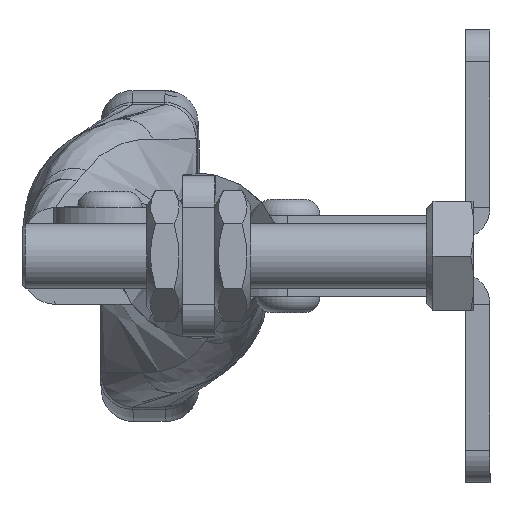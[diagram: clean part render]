
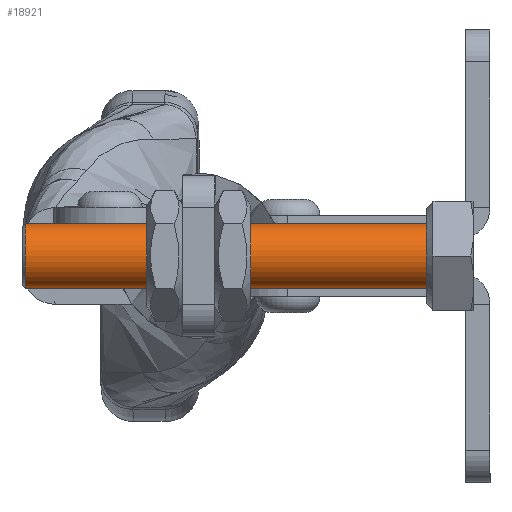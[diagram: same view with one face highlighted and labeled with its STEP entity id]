
A CAD part, left-side view. The second image highlights one B-rep face of the part: STEP entity #18921.
In plain terms, the highlighted cylindrical face has radius 2 mm (diameter 4 mm), a partial arc.
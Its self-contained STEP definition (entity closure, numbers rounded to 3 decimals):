
#15638 = FACE_OUTER_BOUND ( 'NONE', #19923, .T. ) ;
#15651 = CYLINDRICAL_SURFACE ( 'NONE', #27126, 2. ) ;
#15799 = LINE ( 'NONE', #24541, #15803 ) ;
#15801 = LINE ( 'NONE', #24540, #15805 ) ;
#15803 = VECTOR ( 'NONE', #24539, 1000. ) ;
#15805 = VECTOR ( 'NONE', #24546, 1000. ) ;
#15807 = CIRCLE ( 'NONE', #27163, 2. ) ;
#15820 = CIRCLE ( 'NONE', #27166, 2. ) ;
#18295 = DIRECTION ( 'NONE',  ( 0., 0., 1. ) ) ;
#18297 = DIRECTION ( 'NONE',  ( -1., 0., 0. ) ) ;
#18299 = CARTESIAN_POINT ( 'NONE',  ( 27.925, 0., 0. ) ) ;
#18921 = ADVANCED_FACE ( 'NONE', ( #15638 ), #15651, .T. ) ;
#19232 = ORIENTED_EDGE ( 'NONE', *, *, #25596, .F. ) ;
#19234 = ORIENTED_EDGE ( 'NONE', *, *, #25595, .T. ) ;
#19235 = ORIENTED_EDGE ( 'NONE', *, *, #25610, .T. ) ;
#19237 = ORIENTED_EDGE ( 'NONE', *, *, #25599, .T. ) ;
#19923 = EDGE_LOOP ( 'NONE', ( #19237, #19234, #19235, #19232 ) ) ;
#24190 = CARTESIAN_POINT ( 'NONE',  ( 27.725, 0., -2. ) ) ;
#24208 = CARTESIAN_POINT ( 'NONE',  ( 2.925, 0., 2. ) ) ;
#24318 = CARTESIAN_POINT ( 'NONE',  ( 27.725, 0., 2. ) ) ;
#24365 = CARTESIAN_POINT ( 'NONE',  ( 2.925, 0., -2. ) ) ;
#24539 = DIRECTION ( 'NONE',  ( -1., 0., 0. ) ) ;
#24540 = CARTESIAN_POINT ( 'NONE',  ( 27.925, 0., 2. ) ) ;
#24541 = CARTESIAN_POINT ( 'NONE',  ( 27.925, 0., -2. ) ) ;
#24546 = DIRECTION ( 'NONE',  ( -1., 0., 0. ) ) ;
#24570 = CARTESIAN_POINT ( 'NONE',  ( 27.725, 0., 0. ) ) ;
#24571 = DIRECTION ( 'NONE',  ( -1., 0., 0. ) ) ;
#24572 = DIRECTION ( 'NONE',  ( 0., 0., -1. ) ) ;
#24631 = CARTESIAN_POINT ( 'NONE',  ( 2.925, 0., 0. ) ) ;
#24632 = DIRECTION ( 'NONE',  ( 1., 0., 0. ) ) ;
#24633 = DIRECTION ( 'NONE',  ( 0., 0., -1. ) ) ;
#25128 = VERTEX_POINT ( 'NONE', #24190 ) ;
#25146 = VERTEX_POINT ( 'NONE', #24208 ) ;
#25256 = VERTEX_POINT ( 'NONE', #24318 ) ;
#25303 = VERTEX_POINT ( 'NONE', #24365 ) ;
#25595 = EDGE_CURVE ( 'NONE', #25128, #25303, #15799, .T. ) ;
#25596 = EDGE_CURVE ( 'NONE', #25256, #25146, #15801, .T. ) ;
#25599 = EDGE_CURVE ( 'NONE', #25256, #25128, #15807, .T. ) ;
#25610 = EDGE_CURVE ( 'NONE', #25303, #25146, #15820, .T. ) ;
#27126 = AXIS2_PLACEMENT_3D ( 'NONE', #18299, #18297, #18295 ) ;
#27163 = AXIS2_PLACEMENT_3D ( 'NONE', #24570, #24571, #24572 ) ;
#27166 = AXIS2_PLACEMENT_3D ( 'NONE', #24631, #24632, #24633 ) ;
